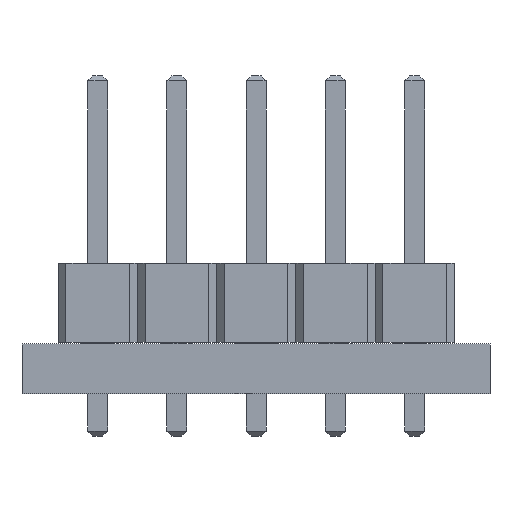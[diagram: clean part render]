
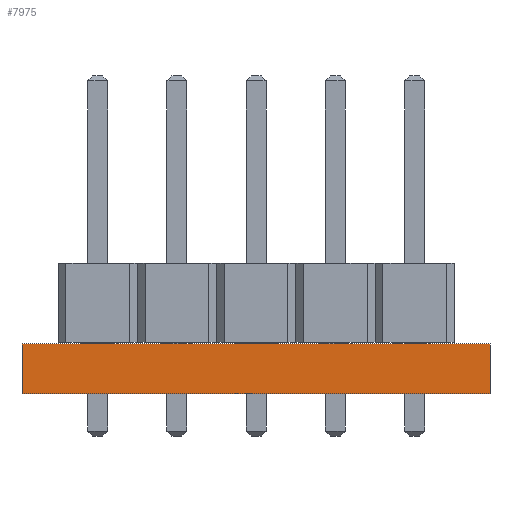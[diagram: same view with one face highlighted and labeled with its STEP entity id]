
A CAD part, front view. The second image highlights one B-rep face of the part: STEP entity #7975.
In plain terms, the highlighted planar face has unit normal (0, -1, 0).
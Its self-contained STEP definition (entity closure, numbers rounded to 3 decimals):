
#7975 = ADVANCED_FACE('',(#7976),#7990,.T.);
#7976 = FACE_BOUND('',#7977,.T.);
#7977 = EDGE_LOOP('',(#7978,#8013,#8041,#8069));
#7978 = ORIENTED_EDGE('',*,*,#7979,.T.);
#7979 = EDGE_CURVE('',#7980,#7982,#7984,.T.);
#7980 = VERTEX_POINT('',#7981);
#7981 = CARTESIAN_POINT('',(160.,-106.1,0.));
#7982 = VERTEX_POINT('',#7983);
#7983 = CARTESIAN_POINT('',(160.,-106.1,1.6));
#7984 = SURFACE_CURVE('',#7985,(#7989,#8001),.PCURVE_S1.);
#7985 = LINE('',#7986,#7987);
#7986 = CARTESIAN_POINT('',(160.,-106.1,0.));
#7987 = VECTOR('',#7988,1.);
#7988 = DIRECTION('',(0.,0.,1.));
#7989 = PCURVE('',#7990,#7995);
#7990 = PLANE('',#7991);
#7991 = AXIS2_PLACEMENT_3D('',#7992,#7993,#7994);
#7992 = CARTESIAN_POINT('',(160.,-106.1,0.));
#7993 = DIRECTION('',(0.,-1.,0.));
#7994 = DIRECTION('',(-1.,0.,0.));
#7995 = DEFINITIONAL_REPRESENTATION('',(#7996),#8000);
#7996 = LINE('',#7997,#7998);
#7997 = CARTESIAN_POINT('',(0.,-0.));
#7998 = VECTOR('',#7999,1.);
#7999 = DIRECTION('',(0.,-1.));
#8000 = ( GEOMETRIC_REPRESENTATION_CONTEXT(2) 
PARAMETRIC_REPRESENTATION_CONTEXT() REPRESENTATION_CONTEXT('2D SPACE',''
  ) );
#8001 = PCURVE('',#8002,#8007);
#8002 = PLANE('',#8003);
#8003 = AXIS2_PLACEMENT_3D('',#8004,#8005,#8006);
#8004 = CARTESIAN_POINT('',(160.,-86.1,0.));
#8005 = DIRECTION('',(1.,0.,-0.));
#8006 = DIRECTION('',(0.,-1.,0.));
#8007 = DEFINITIONAL_REPRESENTATION('',(#8008),#8012);
#8008 = LINE('',#8009,#8010);
#8009 = CARTESIAN_POINT('',(20.,0.));
#8010 = VECTOR('',#8011,1.);
#8011 = DIRECTION('',(0.,-1.));
#8012 = ( GEOMETRIC_REPRESENTATION_CONTEXT(2) 
PARAMETRIC_REPRESENTATION_CONTEXT() REPRESENTATION_CONTEXT('2D SPACE',''
  ) );
#8013 = ORIENTED_EDGE('',*,*,#8014,.T.);
#8014 = EDGE_CURVE('',#7982,#8015,#8017,.T.);
#8015 = VERTEX_POINT('',#8016);
#8016 = CARTESIAN_POINT('',(145.,-106.1,1.6));
#8017 = SURFACE_CURVE('',#8018,(#8022,#8029),.PCURVE_S1.);
#8018 = LINE('',#8019,#8020);
#8019 = CARTESIAN_POINT('',(160.,-106.1,1.6));
#8020 = VECTOR('',#8021,1.);
#8021 = DIRECTION('',(-1.,0.,0.));
#8022 = PCURVE('',#7990,#8023);
#8023 = DEFINITIONAL_REPRESENTATION('',(#8024),#8028);
#8024 = LINE('',#8025,#8026);
#8025 = CARTESIAN_POINT('',(0.,-1.6));
#8026 = VECTOR('',#8027,1.);
#8027 = DIRECTION('',(1.,0.));
#8028 = ( GEOMETRIC_REPRESENTATION_CONTEXT(2) 
PARAMETRIC_REPRESENTATION_CONTEXT() REPRESENTATION_CONTEXT('2D SPACE',''
  ) );
#8029 = PCURVE('',#8030,#8035);
#8030 = PLANE('',#8031);
#8031 = AXIS2_PLACEMENT_3D('',#8032,#8033,#8034);
#8032 = CARTESIAN_POINT('',(152.5,-96.1,1.6));
#8033 = DIRECTION('',(-0.,-0.,-1.));
#8034 = DIRECTION('',(-1.,0.,0.));
#8035 = DEFINITIONAL_REPRESENTATION('',(#8036),#8040);
#8036 = LINE('',#8037,#8038);
#8037 = CARTESIAN_POINT('',(-7.5,-10.));
#8038 = VECTOR('',#8039,1.);
#8039 = DIRECTION('',(1.,0.));
#8040 = ( GEOMETRIC_REPRESENTATION_CONTEXT(2) 
PARAMETRIC_REPRESENTATION_CONTEXT() REPRESENTATION_CONTEXT('2D SPACE',''
  ) );
#8041 = ORIENTED_EDGE('',*,*,#8042,.F.);
#8042 = EDGE_CURVE('',#8043,#8015,#8045,.T.);
#8043 = VERTEX_POINT('',#8044);
#8044 = CARTESIAN_POINT('',(145.,-106.1,0.));
#8045 = SURFACE_CURVE('',#8046,(#8050,#8057),.PCURVE_S1.);
#8046 = LINE('',#8047,#8048);
#8047 = CARTESIAN_POINT('',(145.,-106.1,0.));
#8048 = VECTOR('',#8049,1.);
#8049 = DIRECTION('',(0.,0.,1.));
#8050 = PCURVE('',#7990,#8051);
#8051 = DEFINITIONAL_REPRESENTATION('',(#8052),#8056);
#8052 = LINE('',#8053,#8054);
#8053 = CARTESIAN_POINT('',(15.,0.));
#8054 = VECTOR('',#8055,1.);
#8055 = DIRECTION('',(0.,-1.));
#8056 = ( GEOMETRIC_REPRESENTATION_CONTEXT(2) 
PARAMETRIC_REPRESENTATION_CONTEXT() REPRESENTATION_CONTEXT('2D SPACE',''
  ) );
#8057 = PCURVE('',#8058,#8063);
#8058 = PLANE('',#8059);
#8059 = AXIS2_PLACEMENT_3D('',#8060,#8061,#8062);
#8060 = CARTESIAN_POINT('',(145.,-106.1,0.));
#8061 = DIRECTION('',(-1.,0.,0.));
#8062 = DIRECTION('',(0.,1.,0.));
#8063 = DEFINITIONAL_REPRESENTATION('',(#8064),#8068);
#8064 = LINE('',#8065,#8066);
#8065 = CARTESIAN_POINT('',(0.,0.));
#8066 = VECTOR('',#8067,1.);
#8067 = DIRECTION('',(0.,-1.));
#8068 = ( GEOMETRIC_REPRESENTATION_CONTEXT(2) 
PARAMETRIC_REPRESENTATION_CONTEXT() REPRESENTATION_CONTEXT('2D SPACE',''
  ) );
#8069 = ORIENTED_EDGE('',*,*,#8070,.F.);
#8070 = EDGE_CURVE('',#7980,#8043,#8071,.T.);
#8071 = SURFACE_CURVE('',#8072,(#8076,#8083),.PCURVE_S1.);
#8072 = LINE('',#8073,#8074);
#8073 = CARTESIAN_POINT('',(160.,-106.1,0.));
#8074 = VECTOR('',#8075,1.);
#8075 = DIRECTION('',(-1.,0.,0.));
#8076 = PCURVE('',#7990,#8077);
#8077 = DEFINITIONAL_REPRESENTATION('',(#8078),#8082);
#8078 = LINE('',#8079,#8080);
#8079 = CARTESIAN_POINT('',(0.,-0.));
#8080 = VECTOR('',#8081,1.);
#8081 = DIRECTION('',(1.,0.));
#8082 = ( GEOMETRIC_REPRESENTATION_CONTEXT(2) 
PARAMETRIC_REPRESENTATION_CONTEXT() REPRESENTATION_CONTEXT('2D SPACE',''
  ) );
#8083 = PCURVE('',#8084,#8089);
#8084 = PLANE('',#8085);
#8085 = AXIS2_PLACEMENT_3D('',#8086,#8087,#8088);
#8086 = CARTESIAN_POINT('',(152.5,-96.1,0.));
#8087 = DIRECTION('',(-0.,-0.,-1.));
#8088 = DIRECTION('',(-1.,0.,0.));
#8089 = DEFINITIONAL_REPRESENTATION('',(#8090),#8094);
#8090 = LINE('',#8091,#8092);
#8091 = CARTESIAN_POINT('',(-7.5,-10.));
#8092 = VECTOR('',#8093,1.);
#8093 = DIRECTION('',(1.,0.));
#8094 = ( GEOMETRIC_REPRESENTATION_CONTEXT(2) 
PARAMETRIC_REPRESENTATION_CONTEXT() REPRESENTATION_CONTEXT('2D SPACE',''
  ) );
